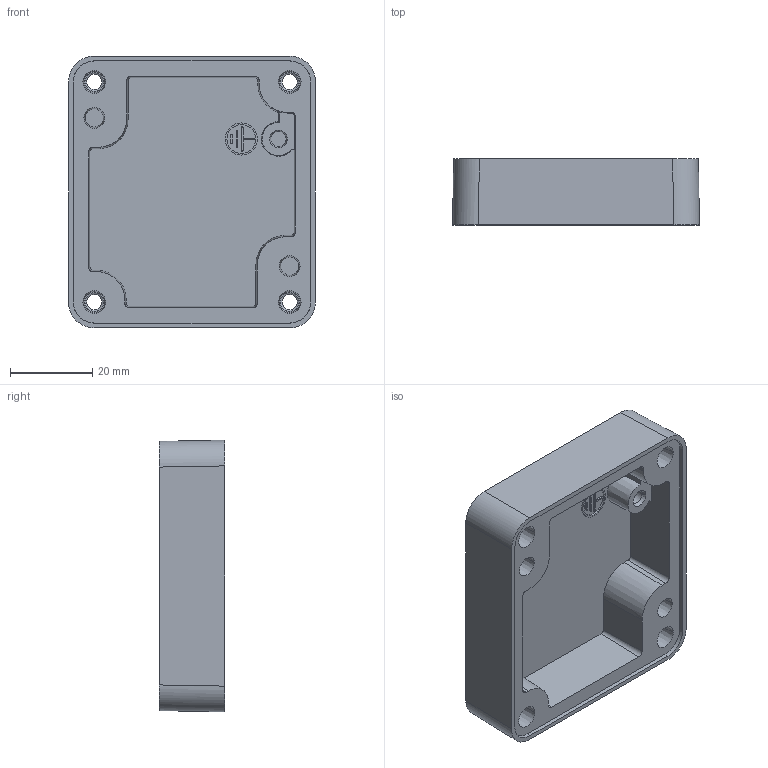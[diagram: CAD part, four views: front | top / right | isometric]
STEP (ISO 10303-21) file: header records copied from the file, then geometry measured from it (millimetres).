
FILE_DESCRIPTION((''),'2;1');
FILE_NAME('060602-28702A1','2009-10-23T',('fxhongdongluo'),(''),'PRO/ENGINEER BY PARAMETRIC TECHNOLOGY CORPORATION, 2007160','PRO/ENGINEER BY PARAMETRIC TECHNOLOGY CORPORATION, 2007160','');
FILE_SCHEMA(('CONFIG_CONTROL_DESIGN'));
Length unit declared in the file: millimetre
Products named in the file (1): 060602-28702A1
Bounding box: 60 x 16 x 66 mm (x, y, z)
Volume: 26030.4 mm3; surface area: 15858.6 mm2
Topology: 1 solids, 1 shells, 148 faces, 354 edges, 226 vertices
Faces by surface type: plane 52, cone 51, cylinder 17, torus 16, bspline 12
Entity records: 5186 total; most frequent: CARTESIAN_POINT 1666, DIRECTION 734, ORIENTED_EDGE 708, EDGE_CURVE 354, AXIS2_PLACEMENT_3D 280, VERTEX_POINT 226, VECTOR 174, LINE 174
